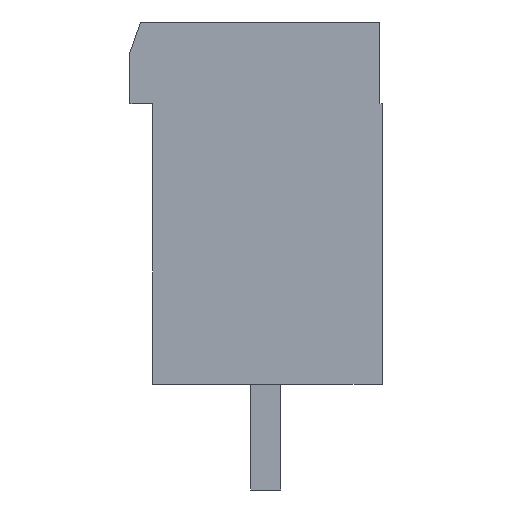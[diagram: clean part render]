
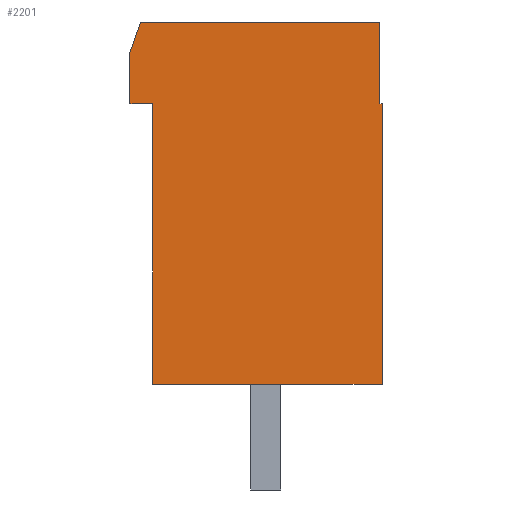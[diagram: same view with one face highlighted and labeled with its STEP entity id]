
A CAD part, left-side view. The second image highlights one B-rep face of the part: STEP entity #2201.
In plain terms, the highlighted planar face has unit normal (-1, 0, 0).
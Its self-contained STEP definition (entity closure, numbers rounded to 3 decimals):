
#72=DIRECTION('',(0.,-1.,0.));
#73=VECTOR('',#72,7.93);
#74=CARTESIAN_POINT('',(-11.,4.15,0.));
#75=LINE('',#74,#73);
#76=DIRECTION('',(0.,0.,-1.));
#77=VECTOR('',#76,2.7);
#78=CARTESIAN_POINT('',(-11.,-3.78,0.));
#79=LINE('',#78,#77);
#80=DIRECTION('',(0.,-1.,0.));
#81=VECTOR('',#80,0.07);
#82=CARTESIAN_POINT('',(-11.,-3.78,-2.7));
#83=LINE('',#82,#81);
#84=DIRECTION('',(0.,0.,-1.));
#85=VECTOR('',#84,9.3);
#86=CARTESIAN_POINT('',(-11.,-3.85,-2.7));
#87=LINE('',#86,#85);
#88=DIRECTION('',(0.,1.,0.));
#89=VECTOR('',#88,7.6);
#90=CARTESIAN_POINT('',(-11.,-3.85,-12.));
#91=LINE('',#90,#89);
#92=DIRECTION('',(0.,0.,1.));
#93=VECTOR('',#92,9.3);
#94=CARTESIAN_POINT('',(-11.,3.75,-12.));
#95=LINE('',#94,#93);
#96=DIRECTION('',(0.,1.,0.));
#97=VECTOR('',#96,0.75);
#98=CARTESIAN_POINT('',(-11.,3.75,-2.7));
#99=LINE('',#98,#97);
#100=DIRECTION('',(0.,0.,1.));
#101=VECTOR('',#100,1.7);
#102=CARTESIAN_POINT('',(-11.,4.5,-2.7));
#103=LINE('',#102,#101);
#104=DIRECTION('',(0.,-0.33,0.944));
#105=VECTOR('',#104,1.059);
#106=CARTESIAN_POINT('',(-11.,4.5,-1.));
#107=LINE('',#106,#105);
#1676=CARTESIAN_POINT('',(-11.,4.15,0.));
#1677=CARTESIAN_POINT('',(-11.,-3.78,0.));
#1678=VERTEX_POINT('',#1676);
#1679=VERTEX_POINT('',#1677);
#1680=CARTESIAN_POINT('',(-11.,-3.78,-2.7));
#1681=VERTEX_POINT('',#1680);
#1682=CARTESIAN_POINT('',(-11.,-3.85,-2.7));
#1683=VERTEX_POINT('',#1682);
#1684=CARTESIAN_POINT('',(-11.,-3.85,-12.));
#1685=VERTEX_POINT('',#1684);
#1686=CARTESIAN_POINT('',(-11.,3.75,-12.));
#1687=VERTEX_POINT('',#1686);
#1688=CARTESIAN_POINT('',(-11.,3.75,-2.7));
#1689=VERTEX_POINT('',#1688);
#1690=CARTESIAN_POINT('',(-11.,4.5,-2.7));
#1691=VERTEX_POINT('',#1690);
#1692=CARTESIAN_POINT('',(-11.,4.5,-1.));
#1693=VERTEX_POINT('',#1692);
#2176=CARTESIAN_POINT('',(-11.,0.,0.));
#2177=DIRECTION('',(1.,0.,0.));
#2178=DIRECTION('',(0.,0.,-1.));
#2179=AXIS2_PLACEMENT_3D('',#2176,#2177,#2178);
#2180=PLANE('',#2179);
#2182=ORIENTED_EDGE('',*,*,#2181,.T.);
#2184=ORIENTED_EDGE('',*,*,#2183,.T.);
#2186=ORIENTED_EDGE('',*,*,#2185,.T.);
#2188=ORIENTED_EDGE('',*,*,#2187,.T.);
#2190=ORIENTED_EDGE('',*,*,#2189,.T.);
#2192=ORIENTED_EDGE('',*,*,#2191,.T.);
#2194=ORIENTED_EDGE('',*,*,#2193,.T.);
#2196=ORIENTED_EDGE('',*,*,#2195,.T.);
#2198=ORIENTED_EDGE('',*,*,#2197,.T.);
#2199=EDGE_LOOP('',(#2182,#2184,#2186,#2188,#2190,#2192,#2194,#2196,#2198));
#2200=FACE_OUTER_BOUND('',#2199,.F.);
#2201=ADVANCED_FACE('',(#2200),#2180,.F.);
#2181=EDGE_CURVE('',#1678,#1679,#75,.T.);
#2183=EDGE_CURVE('',#1679,#1681,#79,.T.);
#2185=EDGE_CURVE('',#1681,#1683,#83,.T.);
#2187=EDGE_CURVE('',#1683,#1685,#87,.T.);
#2189=EDGE_CURVE('',#1685,#1687,#91,.T.);
#2191=EDGE_CURVE('',#1687,#1689,#95,.T.);
#2193=EDGE_CURVE('',#1689,#1691,#99,.T.);
#2195=EDGE_CURVE('',#1691,#1693,#103,.T.);
#2197=EDGE_CURVE('',#1693,#1678,#107,.T.);
